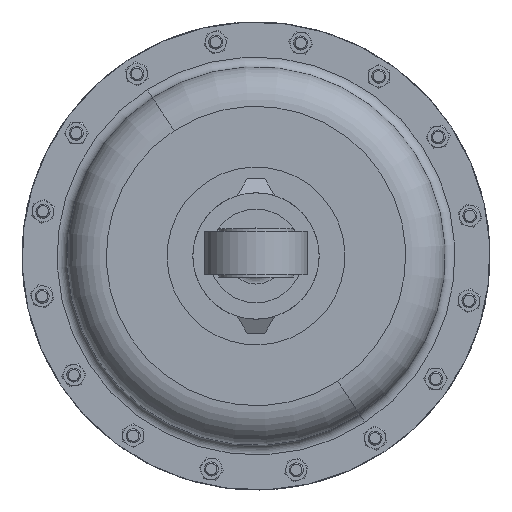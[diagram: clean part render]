
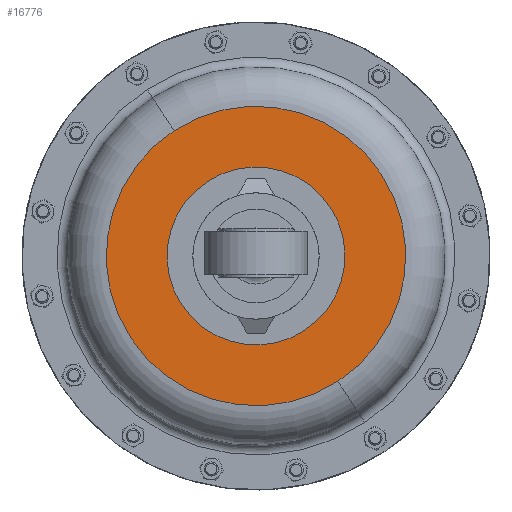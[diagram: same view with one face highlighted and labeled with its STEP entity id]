
A CAD part, front view. The second image highlights one B-rep face of the part: STEP entity #16776.
In plain terms, the highlighted planar face has unit normal (0, -1, 0).
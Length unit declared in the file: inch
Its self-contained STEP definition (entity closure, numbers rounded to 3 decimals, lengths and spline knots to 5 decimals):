
#306 = EDGE_CURVE ( 'NONE', #4467, #1369, #6971, .T. ) ;
#1369 = VERTEX_POINT ( 'NONE', #21901 ) ;
#1635 = DIRECTION ( 'NONE',  ( 0.547, 0., -0.837 ) ) ;
#2397 = CIRCLE ( 'NONE', #12127, 4. ) ;
#3206 = CIRCLE ( 'NONE', #22863, 4. ) ;
#3870 = EDGE_LOOP ( 'NONE', ( #9653, #20848 ) ) ;
#4467 = VERTEX_POINT ( 'NONE', #21803 ) ;
#6842 = CARTESIAN_POINT ( 'NONE',  ( 0., 7.4225, 0.5 ) ) ;
#6971 = CIRCLE ( 'NONE', #8477, 2.375 ) ;
#8302 = CARTESIAN_POINT ( 'NONE',  ( 2.18778, 7.4225, -2.84868 ) ) ;
#8477 = AXIS2_PLACEMENT_3D ( 'NONE', #14659, #25111, #13200 ) ;
#8991 = CARTESIAN_POINT ( 'NONE',  ( 0., 7.4225, 0.5 ) ) ;
#9080 = CIRCLE ( 'NONE', #19664, 2.375 ) ;
#9653 = ORIENTED_EDGE ( 'NONE', *, *, #18419, .F. ) ;
#11845 = EDGE_CURVE ( 'NONE', #1369, #4467, #9080, .T. ) ;
#12057 = ORIENTED_EDGE ( 'NONE', *, *, #306, .T. ) ;
#12127 = AXIS2_PLACEMENT_3D ( 'NONE', #6842, #21216, #19263 ) ;
#12128 = CARTESIAN_POINT ( 'NONE',  ( -2.18778, 7.4225, 3.84868 ) ) ;
#12488 = FACE_OUTER_BOUND ( 'NONE', #3870, .T. ) ;
#12743 = CARTESIAN_POINT ( 'NONE',  ( -3.34868, 7.4225, -1.68778 ) ) ;
#13134 = VERTEX_POINT ( 'NONE', #8302 ) ;
#13200 = DIRECTION ( 'NONE',  ( 0.729, 0., 0.685 ) ) ;
#14659 = CARTESIAN_POINT ( 'NONE',  ( 0., 7.4225, 0.5 ) ) ;
#16776 = ADVANCED_FACE ( 'NONE', ( #12488, #25056 ), #20752, .T. ) ;
#17717 = DIRECTION ( 'NONE',  ( 0., -1., 0. ) ) ;
#18053 = EDGE_LOOP ( 'NONE', ( #12057, #20677 ) ) ;
#18419 = EDGE_CURVE ( 'NONE', #13134, #19876, #2397, .T. ) ;
#19263 = DIRECTION ( 'NONE',  ( 0.547, 0., -0.837 ) ) ;
#19664 = AXIS2_PLACEMENT_3D ( 'NONE', #8991, #21066, #23146 ) ;
#19876 = VERTEX_POINT ( 'NONE', #12128 ) ;
#20433 = DIRECTION ( 'NONE',  ( 0., 1., 0. ) ) ;
#20604 = AXIS2_PLACEMENT_3D ( 'NONE', #12743, #17717, #24659 ) ;
#20677 = ORIENTED_EDGE ( 'NONE', *, *, #11845, .T. ) ;
#20752 = PLANE ( 'NONE',  #20604 ) ;
#20848 = ORIENTED_EDGE ( 'NONE', *, *, #23692, .F. ) ;
#21066 = DIRECTION ( 'NONE',  ( 0., 1., 0. ) ) ;
#21216 = DIRECTION ( 'NONE',  ( 0., 1., 0. ) ) ;
#21803 = CARTESIAN_POINT ( 'NONE',  ( -1.73029, 7.4225, -1.12687 ) ) ;
#21901 = CARTESIAN_POINT ( 'NONE',  ( 1.73029, 7.4225, 2.12687 ) ) ;
#22863 = AXIS2_PLACEMENT_3D ( 'NONE', #26642, #20433, #1635 ) ;
#23146 = DIRECTION ( 'NONE',  ( 0.729, 0., 0.685 ) ) ;
#23692 = EDGE_CURVE ( 'NONE', #19876, #13134, #3206, .T. ) ;
#24659 = DIRECTION ( 'NONE',  ( -0.547, 0., 0.837 ) ) ;
#25056 = FACE_BOUND ( 'NONE', #18053, .T. ) ;
#25111 = DIRECTION ( 'NONE',  ( 0., 1., 0. ) ) ;
#26642 = CARTESIAN_POINT ( 'NONE',  ( 0., 7.4225, 0.5 ) ) ;
